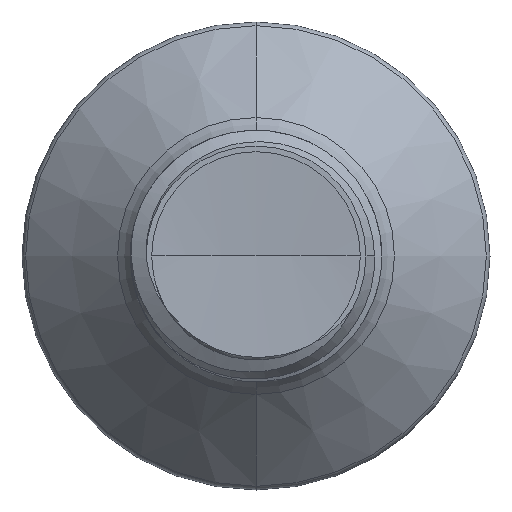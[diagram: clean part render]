
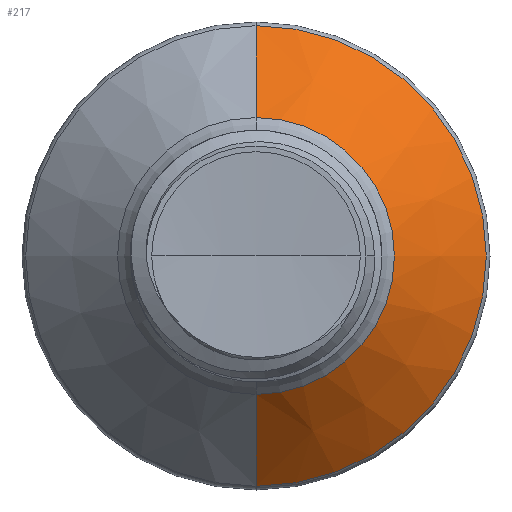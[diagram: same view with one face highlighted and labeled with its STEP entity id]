
A CAD part, front view. The second image highlights one B-rep face of the part: STEP entity #217.
In plain terms, the highlighted conical face has half-angle 45 degrees and reference radius 2.75 mm.
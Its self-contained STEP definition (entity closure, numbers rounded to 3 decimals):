
#217 = ADVANCED_FACE ( 'NONE', ( #5957 ), #9658, .T. ) ;
#468 = VERTEX_POINT ( 'NONE', #8077 ) ;
#1071 = EDGE_LOOP ( 'NONE', ( #8749, #10227, #1830, #4360 ) ) ;
#1218 = VERTEX_POINT ( 'NONE', #4950 ) ;
#1325 = VECTOR ( 'NONE', #6025, 1000. ) ;
#1830 = ORIENTED_EDGE ( 'NONE', *, *, #5844, .F. ) ;
#2754 = CARTESIAN_POINT ( 'NONE',  ( 0., 2.865, -2.75 ) ) ;
#3038 = VERTEX_POINT ( 'NONE', #3316 ) ;
#3316 = CARTESIAN_POINT ( 'NONE',  ( 0., 2.865, 2.75 ) ) ;
#3840 = LINE ( 'NONE', #6074, #1325 ) ;
#4198 = CARTESIAN_POINT ( 'NONE',  ( 0., 2.865, 0. ) ) ;
#4360 = ORIENTED_EDGE ( 'NONE', *, *, #5847, .F. ) ;
#4756 = AXIS2_PLACEMENT_3D ( 'NONE', #4198, #4907, #4866 ) ;
#4866 = DIRECTION ( 'NONE',  ( 0., 0., 1. ) ) ;
#4907 = DIRECTION ( 'NONE',  ( 0., 1., 0. ) ) ;
#4950 = CARTESIAN_POINT ( 'NONE',  ( 0., 4.692, 4.577 ) ) ;
#5783 = EDGE_CURVE ( 'NONE', #3038, #9364, #10108, .T. ) ;
#5804 = EDGE_CURVE ( 'NONE', #9364, #468, #3840, .T. ) ;
#5844 = EDGE_CURVE ( 'NONE', #1218, #468, #6515, .T. ) ;
#5847 = EDGE_CURVE ( 'NONE', #3038, #1218, #9943, .T. ) ;
#5930 = DIRECTION ( 'NONE',  ( 0., 0., 1. ) ) ;
#5957 = FACE_OUTER_BOUND ( 'NONE', #1071, .T. ) ;
#5959 = DIRECTION ( 'NONE',  ( 0., 1., 0. ) ) ;
#5962 = CARTESIAN_POINT ( 'NONE',  ( 0., 4.692, 0. ) ) ;
#5977 = CARTESIAN_POINT ( 'NONE',  ( 0., 2.865, 2.75 ) ) ;
#6025 = DIRECTION ( 'NONE',  ( 0., 0.707, -0.707 ) ) ;
#6055 = DIRECTION ( 'NONE',  ( 0., 0., 1. ) ) ;
#6056 = DIRECTION ( 'NONE',  ( 0., 1., 0. ) ) ;
#6070 = CARTESIAN_POINT ( 'NONE',  ( 0., 2.865, 0. ) ) ;
#6074 = CARTESIAN_POINT ( 'NONE',  ( 0., 2.865, -2.75 ) ) ;
#6086 = DIRECTION ( 'NONE',  ( 0., 0.707, 0.707 ) ) ;
#6515 = CIRCLE ( 'NONE', #10287, 4.577 ) ;
#8077 = CARTESIAN_POINT ( 'NONE',  ( 0., 4.692, -4.577 ) ) ;
#8384 = VECTOR ( 'NONE', #6086, 1000. ) ;
#8749 = ORIENTED_EDGE ( 'NONE', *, *, #5783, .T. ) ;
#9364 = VERTEX_POINT ( 'NONE', #2754 ) ;
#9658 = CONICAL_SURFACE ( 'NONE', #4756, 2.75, 0.785 ) ;
#9943 = LINE ( 'NONE', #5977, #8384 ) ;
#10108 = CIRCLE ( 'NONE', #10538, 2.75 ) ;
#10227 = ORIENTED_EDGE ( 'NONE', *, *, #5804, .T. ) ;
#10287 = AXIS2_PLACEMENT_3D ( 'NONE', #5962, #5959, #5930 ) ;
#10538 = AXIS2_PLACEMENT_3D ( 'NONE', #6070, #6056, #6055 ) ;
